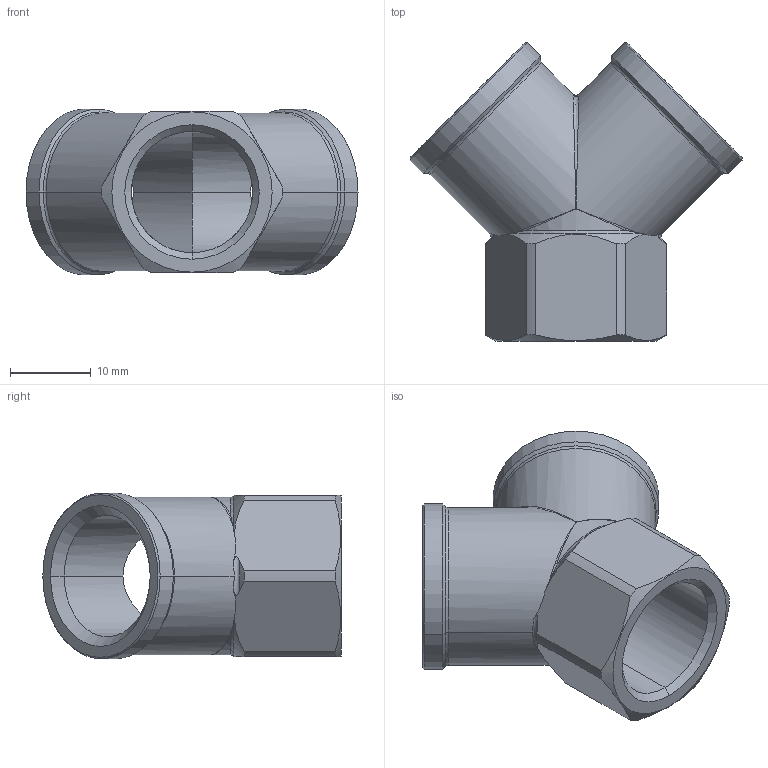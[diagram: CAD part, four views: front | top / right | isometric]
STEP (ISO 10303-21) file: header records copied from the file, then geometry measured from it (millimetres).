
FILE_DESCRIPTION (( 'STEP AP203' ), '1' );
FILE_NAME ('05300003.STEP', '2010-09-13T16:03:24', ( 'Flavio' ), ( '' ), 'SwSTEP 2.0', 'SolidWorks 2009', '' );
FILE_SCHEMA (( 'CONFIG_CONTROL_DESIGN' ));
Length unit declared in the file: millimetre
Products named in the file (1): 05300003
Bounding box: 41.01 x 36.86 x 20.5 mm (x, y, z)
Volume: 6056.5 mm3; surface area: 5264.9 mm2
Topology: 1 solids, 1 shells, 86 faces, 224 edges, 139 vertices
Faces by surface type: cylinder 30, cone 28, plane 13, bspline 8, torus 7
Entity records: 3399 total; most frequent: CARTESIAN_POINT 1435, ORIENTED_EDGE 448, DIRECTION 346, EDGE_CURVE 224, AXIS2_PLACEMENT_3D 149, VERTEX_POINT 139, EDGE_LOOP 89, ADVANCED_FACE 86
